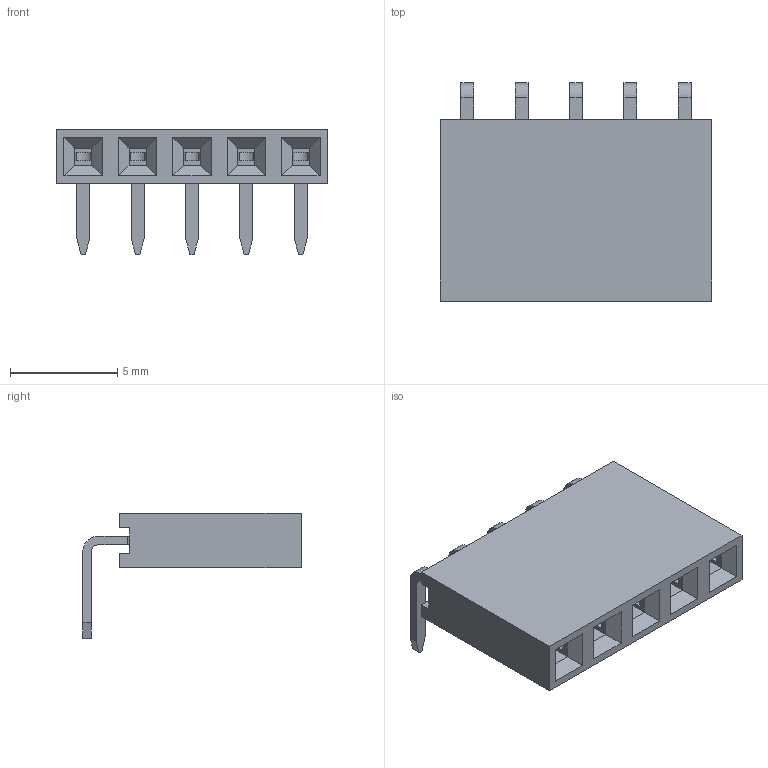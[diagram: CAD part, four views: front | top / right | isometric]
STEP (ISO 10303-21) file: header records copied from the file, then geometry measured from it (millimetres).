
FILE_DESCRIPTION(('STEP AP214'), '1');
FILE_NAME('PBS-R', '', ('UNSPECIFIED'), ('UNSPECIFIED'), 'ASCON STEP Converter 1.6', 'ASCON Math Kernel', '');
FILE_SCHEMA(('AUTOMOTIVE_DESIGN { 1 0 10303 214 3 1 1}'));
Length unit declared in the file: millimetre
Bounding box: 12.7 x 10.2 x 5.84 mm (x, y, z)
Volume: 247.9 mm3; surface area: 581.7 mm2
Topology: 1 solids, 1 shells, 300 faces, 824 edges, 516 vertices
Faces by surface type: plane 255, cylinder 45
Entity records: 11778 total; most frequent: ORIENTED_EDGE 1648, CARTESIAN_POINT 1641, DIRECTION 1536, EDGE_CURVE 824, LINE 714, VECTOR 714, VERTEX_POINT 516, AXIS2_PLACEMENT_3D 411
